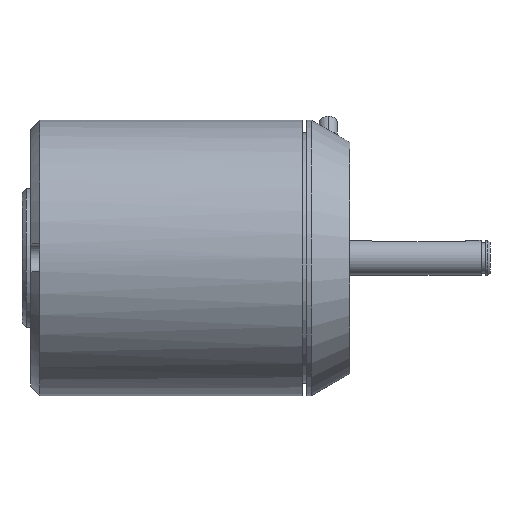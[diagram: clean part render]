
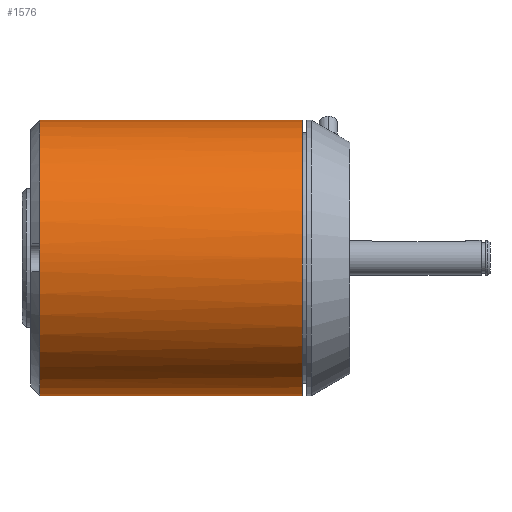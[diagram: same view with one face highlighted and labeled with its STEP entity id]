
A CAD part, top view. The second image highlights one B-rep face of the part: STEP entity #1576.
In plain terms, the highlighted cylindrical face has radius 31.5 mm (diameter 63 mm), a partial arc.
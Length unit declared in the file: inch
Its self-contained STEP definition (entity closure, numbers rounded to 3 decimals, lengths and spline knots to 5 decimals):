
#124=DIRECTION('',(1.,0.,0.));
#125=VECTOR('',#124,2.36);
#126=CARTESIAN_POINT('',(0.16,-1.24016,
0.));
#127=LINE('',#126,#125);
#179=CARTESIAN_POINT('',(0.16,0.,0.));
#180=DIRECTION('',(1.,0.,0.));
#181=DIRECTION('',(0.,1.,0.));
#182=AXIS2_PLACEMENT_3D('',#179,#180,#181);
#184=DIRECTION('',(1.,0.,0.));
#185=VECTOR('',#184,2.36);
#186=CARTESIAN_POINT('',(0.16,1.24016,0.));
#187=LINE('',#186,#185);
#188=CARTESIAN_POINT('',(0.16,0.,0.));
#189=DIRECTION('',(1.,0.,0.));
#190=DIRECTION('',(0.,-0.101,0.995));
#191=AXIS2_PLACEMENT_3D('',#188,#189,#190);
#193=CARTESIAN_POINT('',(0.16,0.,0.));
#194=DIRECTION('',(1.,0.,0.));
#195=DIRECTION('',(0.,0.101,0.995));
#196=AXIS2_PLACEMENT_3D('',#193,#194,#195);
#203=CARTESIAN_POINT('',(2.52,0.,0.));
#204=DIRECTION('',(1.,0.,0.));
#205=DIRECTION('',(0.,1.,0.));
#206=AXIS2_PLACEMENT_3D('',#203,#204,#205);
#1020=CARTESIAN_POINT('',(0.16,-0.125,1.23384));
#1030=CARTESIAN_POINT('',(0.16,0.125,1.23384));
#1054=CARTESIAN_POINT('',(2.52,-1.24016,0.));
#1055=CARTESIAN_POINT('',(2.52,1.24016,0.));
#1056=VERTEX_POINT('',#1054);
#1057=VERTEX_POINT('',#1055);
#1218=VERTEX_POINT('',#1030);
#1220=CARTESIAN_POINT('',(0.16,1.24016,0.));
#1221=VERTEX_POINT('',#1220);
#1226=CARTESIAN_POINT('',(0.16,-1.24016,0.));
#1227=VERTEX_POINT('',#1226);
#1229=VERTEX_POINT('',#1020);
#1562=CARTESIAN_POINT('',(0.,0.,0.));
#1563=DIRECTION('',(1.,0.,0.));
#1564=DIRECTION('',(0.,-1.,0.));
#1565=AXIS2_PLACEMENT_3D('',#1562,#1563,#1564);
#1566=CYLINDRICAL_SURFACE('',#1565,1.24016);
#1567=ORIENTED_EDGE('',*,*,#1447,.F.);
#1568=ORIENTED_EDGE('',*,*,#1471,.T.);
#1570=ORIENTED_EDGE('',*,*,#1569,.T.);
#1571=ORIENTED_EDGE('',*,*,#1467,.F.);
#1572=ORIENTED_EDGE('',*,*,#1552,.F.);
#1573=ORIENTED_EDGE('',*,*,#1496,.F.);
#1574=EDGE_LOOP('',(#1567,#1568,#1570,#1571,#1572,#1573));
#1575=FACE_OUTER_BOUND('',#1574,.F.);
#1576=ADVANCED_FACE('',(#1575),#1566,.T.);
#183=CIRCLE('',#182,1.24016);
#192=CIRCLE('',#191,1.24016);
#197=CIRCLE('',#196,1.24016);
#207=CIRCLE('',#206,1.24016);
#1447=EDGE_CURVE('',#1221,#1218,#183,.T.);
#1467=EDGE_CURVE('',#1227,#1056,#127,.T.);
#1471=EDGE_CURVE('',#1221,#1057,#187,.T.);
#1496=EDGE_CURVE('',#1218,#1229,#197,.T.);
#1552=EDGE_CURVE('',#1229,#1227,#192,.T.);
#1569=EDGE_CURVE('',#1057,#1056,#207,.T.);
